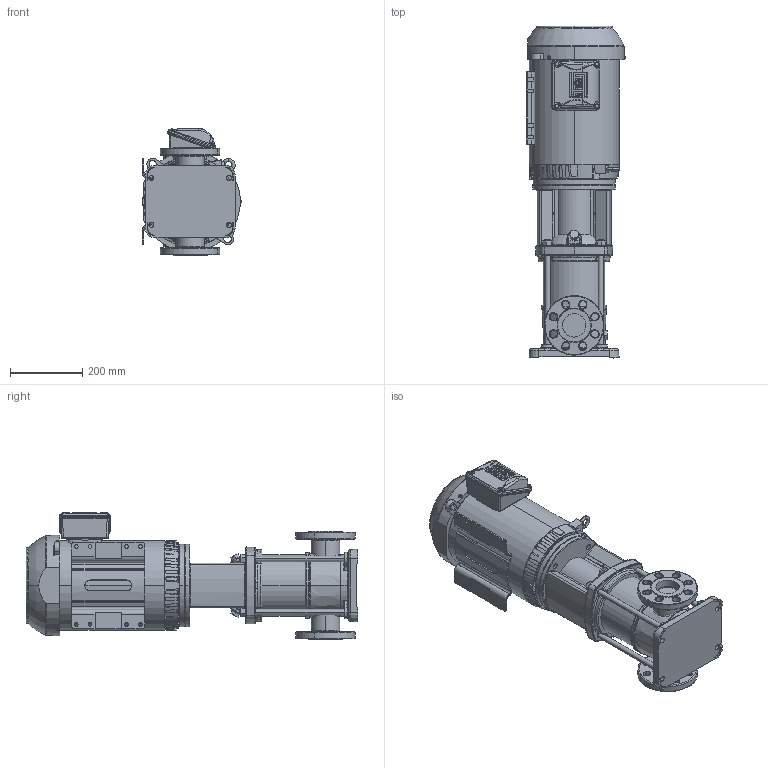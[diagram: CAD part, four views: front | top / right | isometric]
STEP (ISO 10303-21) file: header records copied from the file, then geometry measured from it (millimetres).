
FILE_DESCRIPTION (( 'STEP AP203' ), '1' );
FILE_NAME ('3350083 - MVI-100-3-7.5 HP-213TC-304-E-575~3.step', '2022-03-31T13:11:14', ( '' ), ( '' ), 'SwSTEP 2.0', 'SolidWorks 2021', '' );
FILE_SCHEMA (( 'CONFIG_CONTROL_DESIGN' ));
Length unit declared in the file: inch
Products named in the file (5): 2700097 - NEMA V2 7.5 HP 213_5TC 575~3 TEFC; MVI PEO - [304-EPDM]_3304083 - MVI-100-3-7.5 HP-213TC-304-E-S; sbi_n_20-3_flange(NEMA); 3350083 - MVI-100-3-7.5 HP-213TC-304-E-575~3; TEFC MOTOR_2700097 - NEMA V2 7.5 HP 213_5TC 575~3 TEFC W
Assembly tree (4 placements, depth 3):
  3350083 - MVI-100-3-7.5 HP-213TC-304-E-575~3
    MVI PEO - [304-EPDM]_3304083 - MVI-100-3-7.5 HP-213TC-304-E-S
      sbi_n_20-3_flange(NEMA)
    TEFC MOTOR_2700097 - NEMA V2 7.5 HP 213_5TC 575~3 TEFC W
      2700097 - NEMA V2 7.5 HP 213_5TC 575~3 TEFC
Bounding box: 276.99 x 919.91 x 352.52 mm (x, y, z)
Volume: 35600464.1 mm3; surface area: 1725988.6 mm2
Topology: 23 solids, 39 shells, 4245 faces, 11228 edges, 7315 vertices
Faces by surface type: plane 1969, cylinder 1554, bspline 412, cone 196, torus 108, sphere 6
Entity records: 171247 total; most frequent: CARTESIAN_POINT 68161, ORIENTED_EDGE 22402, DIRECTION 20237, EDGE_CURVE 11201, VERTEX_POINT 7313, AXIS2_PLACEMENT_3D 7222, LINE 5793, VECTOR 5793
